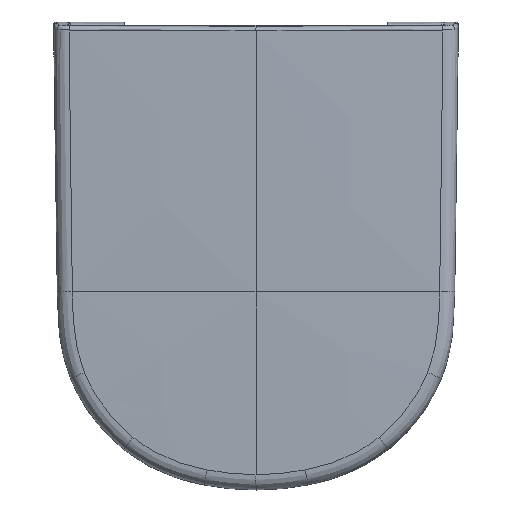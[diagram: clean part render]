
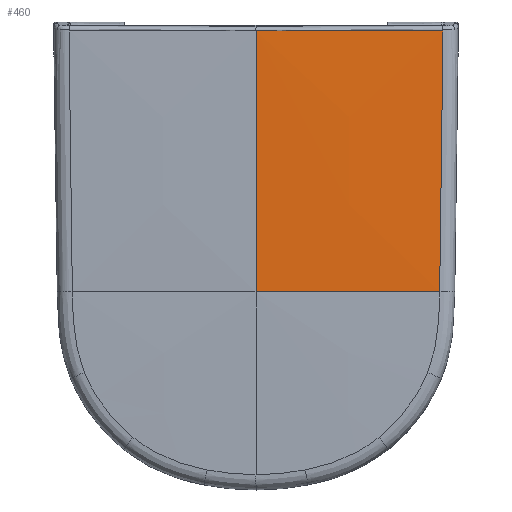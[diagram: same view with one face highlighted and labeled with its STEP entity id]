
A CAD part, top view. The second image highlights one B-rep face of the part: STEP entity #460.
In plain terms, the highlighted free-form (B-spline) face has degree [3, 2] with [4, 3] control points.
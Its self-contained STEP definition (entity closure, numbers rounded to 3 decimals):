
#460=ADVANCED_FACE('',(#1018),#8384,.T.);
#1018=FACE_OUTER_BOUND('',#1578,.T.);
#1578=EDGE_LOOP('',(#3852,#3853,#3854,#3855));
#3852=ORIENTED_EDGE('',*,*,#5482,.T.);
#3853=ORIENTED_EDGE('',*,*,#5497,.T.);
#3854=ORIENTED_EDGE('',*,*,#5483,.T.);
#3855=ORIENTED_EDGE('',*,*,#5585,.T.);
#5482=EDGE_CURVE('',#7821,#7822,#6863,.T.);
#5483=EDGE_CURVE('',#7823,#7824,#6864,.T.);
#5497=EDGE_CURVE('',#7822,#7823,#6876,.T.);
#5585=EDGE_CURVE('',#7824,#7821,#6953,.T.);
#6863=B_SPLINE_CURVE_WITH_KNOTS('',3,(#32752,#32753,#32754,#32755),
 .UNSPECIFIED.,.F.,.F.,(4,4),(0.194,1.013),
 .UNSPECIFIED.);
#6864=B_SPLINE_CURVE_WITH_KNOTS('',3,(#32756,#32757,#32758,#32759),
 .UNSPECIFIED.,.F.,.F.,(4,4),(-29.912,-5.651),
 .UNSPECIFIED.);
#6876=B_SPLINE_CURVE_WITH_KNOTS('',2,(#32807,#32808,#32809),
 .UNSPECIFIED.,.F.,.F.,(3,3),(0.,0.924),.UNSPECIFIED.);
#6953=B_SPLINE_CURVE_WITH_KNOTS('',4,(#33293,#33294,#33295,#33296,#33297),
 .UNSPECIFIED.,.F.,.F.,(5,5),(-17.327,0.),
 .UNSPECIFIED.);
#7821=VERTEX_POINT('',#32151);
#7822=VERTEX_POINT('',#32152);
#7823=VERTEX_POINT('',#32153);
#7824=VERTEX_POINT('',#32154);
#8384=B_SPLINE_SURFACE_WITH_KNOTS('',3,2,((#29056,#29057,#29058),(#29059,
#29060,#29061),(#29062,#29063,#29064),(#29065,#29066,#29067)),
 .UNSPECIFIED.,.F.,.F.,.F.,(4,4),(3,3),(0.,299.19),(0.,
187.379),.UNSPECIFIED.);
#29056=CARTESIAN_POINT('',(-0.037,265.78,24.135));
#29057=CARTESIAN_POINT('',(93.62,265.78,24.135));
#29058=CARTESIAN_POINT('',(187.277,265.768,20.658));
#29059=CARTESIAN_POINT('',(-0.037,166.077,25.416));
#29060=CARTESIAN_POINT('',(93.62,166.077,25.416));
#29061=CARTESIAN_POINT('',(186.822,166.062,20.658));
#29062=CARTESIAN_POINT('',(-0.037,66.352,25.456));
#29063=CARTESIAN_POINT('',(93.62,66.352,25.456));
#29064=CARTESIAN_POINT('',(185.403,66.365,20.658));
#29065=CARTESIAN_POINT('',(-0.037,-33.395,24.255));
#29066=CARTESIAN_POINT('',(93.62,-33.395,24.255));
#29067=CARTESIAN_POINT('',(183.91,-33.321,20.658));
#32151=CARTESIAN_POINT('',(-0.037,208.406,24.735));
#32152=CARTESIAN_POINT('',(-0.037,-33.395,24.255));
#32153=CARTESIAN_POINT('',(170.089,-33.332,21.187));
#32154=CARTESIAN_POINT('',(173.181,209.235,21.236));
#32752=CARTESIAN_POINT('',(-0.037,208.406,24.735));
#32753=CARTESIAN_POINT('',(-0.037,127.82,25.386));
#32754=CARTESIAN_POINT('',(-0.037,47.22,25.226));
#32755=CARTESIAN_POINT('',(-0.037,-33.395,24.255));
#32756=CARTESIAN_POINT('',(170.089,-33.332,21.187));
#32757=CARTESIAN_POINT('',(171.412,47.52,21.32));
#32758=CARTESIAN_POINT('',(172.588,128.376,21.331));
#32759=CARTESIAN_POINT('',(173.181,209.235,21.236));
#32807=CARTESIAN_POINT('',(-0.037,-33.395,24.255));
#32808=CARTESIAN_POINT('',(86.462,-33.395,24.255));
#32809=CARTESIAN_POINT('',(170.089,-33.332,21.187));
#33293=CARTESIAN_POINT('',(173.181,209.235,21.236));
#33294=CARTESIAN_POINT('',(129.901,208.836,22.984));
#33295=CARTESIAN_POINT('',(86.597,208.549,24.153));
#33296=CARTESIAN_POINT('',(43.28,208.406,24.735));
#33297=CARTESIAN_POINT('',(-0.037,208.406,24.735));
